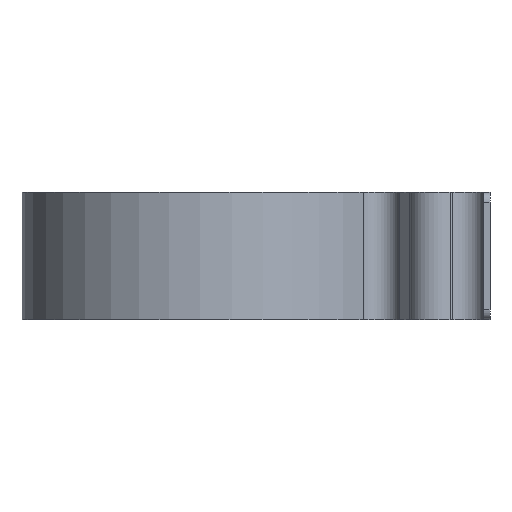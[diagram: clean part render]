
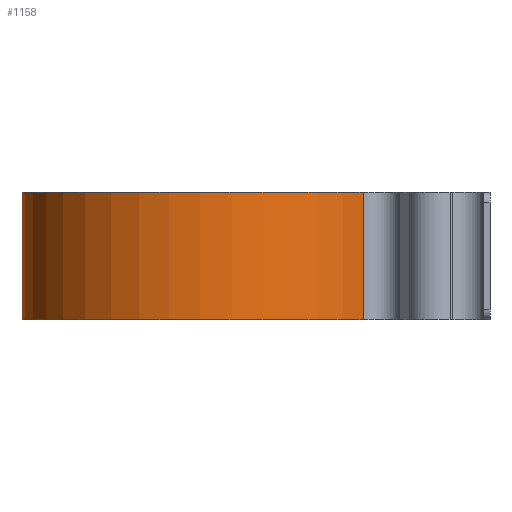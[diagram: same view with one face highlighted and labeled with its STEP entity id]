
A CAD part, left-side view. The second image highlights one B-rep face of the part: STEP entity #1158.
In plain terms, the highlighted cylindrical face has radius 18.6 mm (diameter 37.2 mm), a partial arc.
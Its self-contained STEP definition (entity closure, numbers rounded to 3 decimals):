
#252=CARTESIAN_POINT('',(0.,28.,-6.35));
#253=DIRECTION('',(0.,0.,1.));
#254=DIRECTION('',(0.563,-0.826,0.));
#255=AXIS2_PLACEMENT_3D('',#252,#253,#254);
#257=DIRECTION('',(0.,0.,1.));
#258=VECTOR('',#257,12.7);
#259=CARTESIAN_POINT('',(10.474,12.629,-6.35));
#260=LINE('',#259,#258);
#270=CARTESIAN_POINT('',(0.,28.,6.35));
#271=DIRECTION('',(0.,0.,1.));
#272=DIRECTION('',(0.563,-0.826,0.));
#273=AXIS2_PLACEMENT_3D('',#270,#271,#272);
#307=DIRECTION('',(0.,0.,1.));
#308=VECTOR('',#307,12.7);
#309=CARTESIAN_POINT('',(-10.474,12.629,-6.35));
#310=LINE('',#309,#308);
#631=CARTESIAN_POINT('',(10.474,12.629,-6.35));
#632=CARTESIAN_POINT('',(-10.474,12.629,-6.35));
#633=VERTEX_POINT('',#631);
#634=VERTEX_POINT('',#632);
#651=CARTESIAN_POINT('',(10.474,12.629,6.35));
#652=CARTESIAN_POINT('',(-10.474,12.629,6.35));
#653=VERTEX_POINT('',#651);
#654=VERTEX_POINT('',#652);
#1145=CARTESIAN_POINT('',(0.,28.,-6.35));
#1146=DIRECTION('',(0.,0.,1.));
#1147=DIRECTION('',(-1.,0.,0.));
#1148=AXIS2_PLACEMENT_3D('',#1145,#1146,#1147);
#1149=CYLINDRICAL_SURFACE('',#1148,18.6);
#1150=ORIENTED_EDGE('',*,*,#1138,.F.);
#1151=ORIENTED_EDGE('',*,*,#1083,.T.);
#1153=ORIENTED_EDGE('',*,*,#1152,.T.);
#1155=ORIENTED_EDGE('',*,*,#1154,.F.);
#1156=EDGE_LOOP('',(#1150,#1151,#1153,#1155));
#1157=FACE_OUTER_BOUND('',#1156,.F.);
#1158=ADVANCED_FACE('',(#1157),#1149,.T.);
#256=CIRCLE('',#255,18.6);
#274=CIRCLE('',#273,18.6);
#1083=EDGE_CURVE('',#633,#653,#260,.T.);
#1138=EDGE_CURVE('',#633,#634,#256,.T.);
#1152=EDGE_CURVE('',#653,#654,#274,.T.);
#1154=EDGE_CURVE('',#634,#654,#310,.T.);
